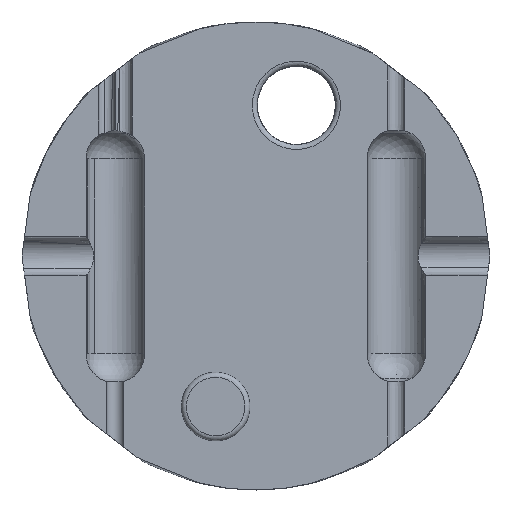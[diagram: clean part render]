
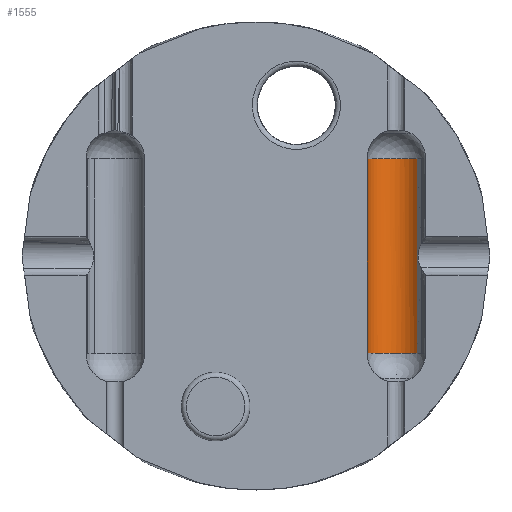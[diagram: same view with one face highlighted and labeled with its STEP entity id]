
A CAD part, top view. The second image highlights one B-rep face of the part: STEP entity #1555.
In plain terms, the highlighted cylindrical face has radius 5.391 mm (diameter 10.781 mm), a partial arc.
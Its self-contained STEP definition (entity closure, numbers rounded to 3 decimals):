
#56=CYLINDRICAL_SURFACE('',#1710,5.391);
#69=CIRCLE('',#1635,5.391);
#76=CIRCLE('',#1645,5.391);
#78=CIRCLE('',#1647,5.391);
#213=FACE_OUTER_BOUND('',#298,.T.);
#298=EDGE_LOOP('',(#1246,#1247,#1248,#1249,#1250));
#465=LINE('',#3776,#569);
#466=LINE('',#3777,#570);
#569=VECTOR('',#2036,10.);
#570=VECTOR('',#2037,10.);
#662=VERTEX_POINT('',#3244);
#663=VERTEX_POINT('',#3246);
#674=VERTEX_POINT('',#3509);
#675=VERTEX_POINT('',#3511);
#677=VERTEX_POINT('',#3515);
#829=EDGE_CURVE('',#663,#662,#69,.T.);
#845=EDGE_CURVE('',#675,#674,#76,.T.);
#847=EDGE_CURVE('',#677,#675,#78,.T.);
#943=EDGE_CURVE('',#677,#662,#465,.T.);
#944=EDGE_CURVE('',#663,#674,#466,.T.);
#1246=ORIENTED_EDGE('',*,*,#943,.F.);
#1247=ORIENTED_EDGE('',*,*,#847,.T.);
#1248=ORIENTED_EDGE('',*,*,#845,.T.);
#1249=ORIENTED_EDGE('',*,*,#944,.F.);
#1250=ORIENTED_EDGE('',*,*,#829,.T.);
#1555=ADVANCED_FACE('',(#213),#56,.F.);
#1635=AXIS2_PLACEMENT_3D('',#3247,#1821,#1822);
#1645=AXIS2_PLACEMENT_3D('',#3512,#1849,#1850);
#1647=AXIS2_PLACEMENT_3D('',#3516,#1853,#1854);
#1710=AXIS2_PLACEMENT_3D('',#3775,#2034,#2035);
#1821=DIRECTION('center_axis',(0.,1.,0.));
#1822=DIRECTION('ref_axis',(0.,0.,1.));
#1849=DIRECTION('center_axis',(0.,-1.,
0.));
#1850=DIRECTION('ref_axis',(0.,0.,1.));
#1853=DIRECTION('center_axis',(0.,-1.,
0.));
#1854=DIRECTION('ref_axis',(0.,0.,1.));
#2034=DIRECTION('center_axis',(0.,-1.,
0.));
#2035=DIRECTION('ref_axis',(-0.383,0.,-0.924));
#2036=DIRECTION('',(0.,1.,0.));
#2037=DIRECTION('',(0.,-1.,0.));
#3244=CARTESIAN_POINT('',(20.485,126.894,10.108));
#3246=CARTESIAN_POINT('',(29.687,126.894,6.297));
#3247=CARTESIAN_POINT('Origin',(25.875,126.894,10.109));
#3509=CARTESIAN_POINT('',(29.687,90.955,6.297));
#3511=CARTESIAN_POINT('',(25.875,90.956,4.718));
#3512=CARTESIAN_POINT('Origin',(25.875,90.956,10.109));
#3515=CARTESIAN_POINT('',(20.484,90.956,10.109));
#3516=CARTESIAN_POINT('Origin',(25.875,90.956,10.109));
#3775=CARTESIAN_POINT('Origin',(25.875,126.894,10.109));
#3776=CARTESIAN_POINT('',(20.484,108.925,10.109));
#3777=CARTESIAN_POINT('',(29.687,108.959,6.297));
